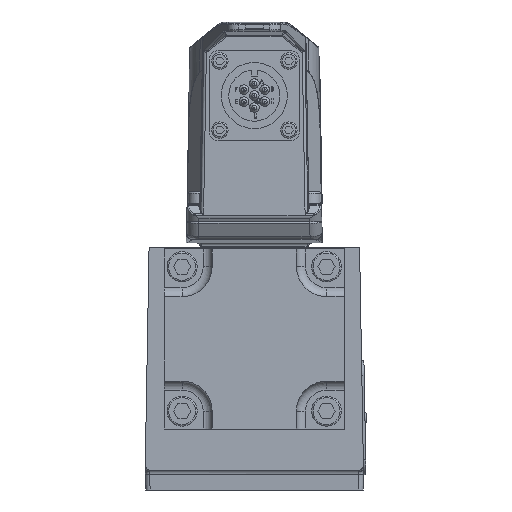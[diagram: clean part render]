
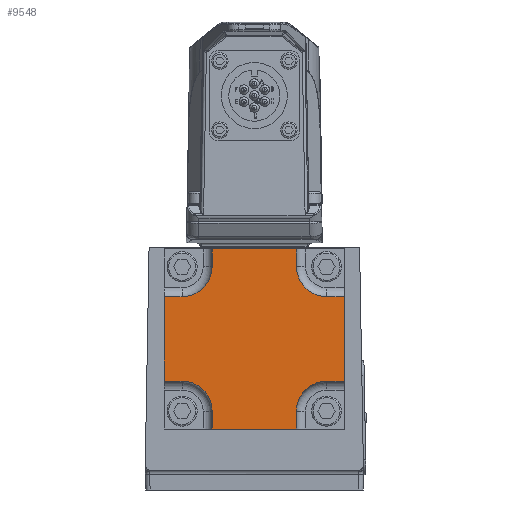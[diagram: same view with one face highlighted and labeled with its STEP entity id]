
A CAD part, left-side view. The second image highlights one B-rep face of the part: STEP entity #9548.
In plain terms, the highlighted planar face has unit normal (-1, 0, 0).
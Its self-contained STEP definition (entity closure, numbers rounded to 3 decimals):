
#6898=PLANE('',#61632);
#9548=ADVANCED_FACE('',(#13196),#6898,.T.);
#13196=FACE_OUTER_BOUND('',#16593,.T.);
#16593=EDGE_LOOP('',(#33015,#33016,#33017,#33018,#33019,#33020,#33021,#33022,
#33023,#33024,#33025,#33026,#33027,#33028,#33029,#33030));
#20765=LINE('',#86265,#24746);
#20766=LINE('',#86268,#24747);
#20767=LINE('',#86272,#24748);
#20768=LINE('',#86274,#24749);
#20769=LINE('',#86276,#24750);
#20770=LINE('',#86280,#24751);
#20771=LINE('',#86282,#24752);
#20772=LINE('',#86284,#24753);
#20773=LINE('',#86288,#24754);
#20774=LINE('',#86290,#24755);
#20775=LINE('',#86292,#24756);
#20776=LINE('',#86296,#24757);
#24746=VECTOR('',#68372,1.);
#24747=VECTOR('',#68373,1.);
#24748=VECTOR('',#68376,1.);
#24749=VECTOR('',#68377,1.);
#24750=VECTOR('',#68378,1.);
#24751=VECTOR('',#68381,1.);
#24752=VECTOR('',#68382,1.);
#24753=VECTOR('',#68383,1.);
#24754=VECTOR('',#68386,1.);
#24755=VECTOR('',#68387,1.);
#24756=VECTOR('',#68388,1.);
#24757=VECTOR('',#68391,1.);
#33015=ORIENTED_EDGE('',*,*,#53339,.T.);
#33016=ORIENTED_EDGE('',*,*,#53340,.T.);
#33017=ORIENTED_EDGE('',*,*,#53341,.T.);
#33018=ORIENTED_EDGE('',*,*,#53342,.T.);
#33019=ORIENTED_EDGE('',*,*,#53343,.T.);
#33020=ORIENTED_EDGE('',*,*,#53344,.F.);
#33021=ORIENTED_EDGE('',*,*,#53345,.T.);
#33022=ORIENTED_EDGE('',*,*,#53346,.F.);
#33023=ORIENTED_EDGE('',*,*,#53347,.T.);
#33024=ORIENTED_EDGE('',*,*,#53348,.T.);
#33025=ORIENTED_EDGE('',*,*,#53349,.T.);
#33026=ORIENTED_EDGE('',*,*,#53350,.T.);
#33027=ORIENTED_EDGE('',*,*,#53351,.T.);
#33028=ORIENTED_EDGE('',*,*,#53352,.F.);
#33029=ORIENTED_EDGE('',*,*,#53353,.T.);
#33030=ORIENTED_EDGE('',*,*,#53354,.F.);
#46707=VERTEX_POINT('',#86266);
#46708=VERTEX_POINT('',#86267);
#46709=VERTEX_POINT('',#86269);
#46710=VERTEX_POINT('',#86271);
#46711=VERTEX_POINT('',#86273);
#46712=VERTEX_POINT('',#86275);
#46713=VERTEX_POINT('',#86277);
#46714=VERTEX_POINT('',#86279);
#46715=VERTEX_POINT('',#86281);
#46716=VERTEX_POINT('',#86283);
#46717=VERTEX_POINT('',#86285);
#46718=VERTEX_POINT('',#86287);
#46719=VERTEX_POINT('',#86289);
#46720=VERTEX_POINT('',#86291);
#46721=VERTEX_POINT('',#86293);
#46722=VERTEX_POINT('',#86295);
#53339=EDGE_CURVE('',#46707,#46708,#20765,.T.);
#53340=EDGE_CURVE('',#46708,#46709,#20766,.T.);
#53341=EDGE_CURVE('',#46709,#46710,#59812,.T.);
#53342=EDGE_CURVE('',#46710,#46711,#20767,.T.);
#53343=EDGE_CURVE('',#46711,#46712,#20768,.T.);
#53344=EDGE_CURVE('',#46713,#46712,#20769,.T.);
#53345=EDGE_CURVE('',#46713,#46714,#59813,.T.);
#53346=EDGE_CURVE('',#46715,#46714,#20770,.T.);
#53347=EDGE_CURVE('',#46715,#46716,#20771,.T.);
#53348=EDGE_CURVE('',#46716,#46717,#20772,.T.);
#53349=EDGE_CURVE('',#46717,#46718,#59814,.T.);
#53350=EDGE_CURVE('',#46718,#46719,#20773,.T.);
#53351=EDGE_CURVE('',#46719,#46720,#20774,.T.);
#53352=EDGE_CURVE('',#46721,#46720,#20775,.T.);
#53353=EDGE_CURVE('',#46721,#46722,#59815,.T.);
#53354=EDGE_CURVE('',#46707,#46722,#20776,.T.);
#59812=CIRCLE('',#61628,10.);
#59813=CIRCLE('',#61629,10.);
#59814=CIRCLE('',#61630,10.);
#59815=CIRCLE('',#61631,10.);
#61628=AXIS2_PLACEMENT_3D('',#86270,#68374,#68375);
#61629=AXIS2_PLACEMENT_3D('',#86278,#68379,#68380);
#61630=AXIS2_PLACEMENT_3D('',#86286,#68384,#68385);
#61631=AXIS2_PLACEMENT_3D('',#86294,#68389,#68390);
#61632=AXIS2_PLACEMENT_3D('',#86297,#68392,#68393);
#68372=DIRECTION('',(0.,-1.,0.));
#68373=DIRECTION('',(0.,0.,1.));
#68374=DIRECTION('',(1.,0.,0.));
#68375=DIRECTION('',(0.,0.,1.));
#68376=DIRECTION('',(0.,-1.,0.));
#68377=DIRECTION('',(0.,0.,1.));
#68378=DIRECTION('',(0.,-1.,0.));
#68379=DIRECTION('',(1.,0.,0.));
#68380=DIRECTION('',(0.,0.,1.));
#68381=DIRECTION('',(0.,0.,-1.));
#68382=DIRECTION('',(0.,1.,0.));
#68383=DIRECTION('',(0.,0.,-1.));
#68384=DIRECTION('',(1.,0.,0.));
#68385=DIRECTION('',(0.,0.,1.));
#68386=DIRECTION('',(0.,1.,0.));
#68387=DIRECTION('',(0.,0.,-1.));
#68388=DIRECTION('',(0.,1.,0.));
#68389=DIRECTION('',(1.,0.,0.));
#68390=DIRECTION('',(0.,0.,1.));
#68391=DIRECTION('',(0.,0.,1.));
#68392=DIRECTION('',(-1.,0.,0.));
#68393=DIRECTION('',(0.,0.,1.));
#86265=CARTESIAN_POINT('',(-14.9,30.,-30.));
#86266=CARTESIAN_POINT('',(-14.9,14.042,-30.));
#86267=CARTESIAN_POINT('',(-14.9,-14.042,-30.));
#86268=CARTESIAN_POINT('',(-14.9,-14.042,-34.042));
#86269=CARTESIAN_POINT('',(-14.9,-14.042,-24.042));
#86270=CARTESIAN_POINT('',(-14.9,-24.042,-24.042));
#86271=CARTESIAN_POINT('',(-14.9,-24.042,-14.042));
#86272=CARTESIAN_POINT('',(-14.9,-14.042,-14.042));
#86273=CARTESIAN_POINT('',(-14.9,-30.,-14.042));
#86274=CARTESIAN_POINT('',(-14.9,-30.,-30.));
#86275=CARTESIAN_POINT('',(-14.9,-30.,14.042));
#86276=CARTESIAN_POINT('',(-14.9,-14.042,14.042));
#86277=CARTESIAN_POINT('',(-14.9,-24.042,14.042));
#86278=CARTESIAN_POINT('',(-14.9,-24.042,24.042));
#86279=CARTESIAN_POINT('',(-14.9,-14.042,24.042));
#86280=CARTESIAN_POINT('',(-14.9,-14.042,34.042));
#86281=CARTESIAN_POINT('',(-14.9,-14.042,30.));
#86282=CARTESIAN_POINT('',(-14.9,-30.,30.));
#86283=CARTESIAN_POINT('',(-14.9,14.042,30.));
#86284=CARTESIAN_POINT('',(-14.9,14.042,34.042));
#86285=CARTESIAN_POINT('',(-14.9,14.042,24.042));
#86286=CARTESIAN_POINT('',(-14.9,24.042,24.042));
#86287=CARTESIAN_POINT('',(-14.9,24.042,14.042));
#86288=CARTESIAN_POINT('',(-14.9,14.042,14.042));
#86289=CARTESIAN_POINT('',(-14.9,30.,14.042));
#86290=CARTESIAN_POINT('',(-14.9,30.,30.));
#86291=CARTESIAN_POINT('',(-14.9,30.,-14.042));
#86292=CARTESIAN_POINT('',(-14.9,14.042,-14.042));
#86293=CARTESIAN_POINT('',(-14.9,24.042,-14.042));
#86294=CARTESIAN_POINT('',(-14.9,24.042,-24.042));
#86295=CARTESIAN_POINT('',(-14.9,14.042,-24.042));
#86296=CARTESIAN_POINT('',(-14.9,14.042,-34.042));
#86297=CARTESIAN_POINT('',(-14.9,0.,0.));
